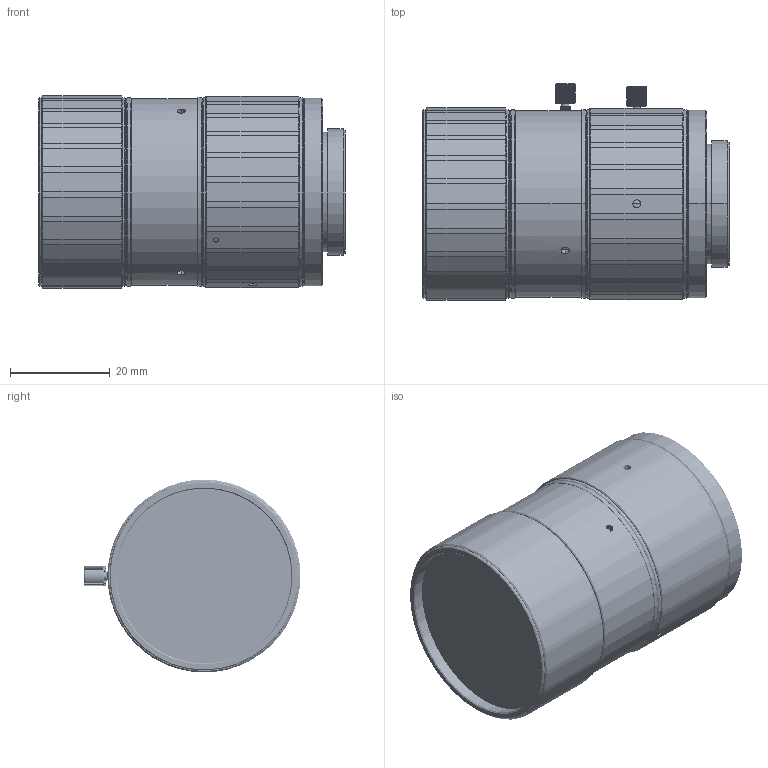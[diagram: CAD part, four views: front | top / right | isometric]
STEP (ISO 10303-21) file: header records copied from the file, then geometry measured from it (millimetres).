
FILE_DESCRIPTION (( 'STEP AP203' ), '1' );
FILE_NAME ('2222222222222222222222.STEP', '2021-11-24T07:45:26', ( '' ), ( '' ), 'SwSTEP 2.0', 'SolidWorks 2017', '' );
FILE_SCHEMA (( 'CONFIG_CONTROL_DESIGN' ));
Products named in the file (1): 2222222222222222222222
Bounding box: 61.27 x 43.4 x 38.6 mm (x, y, z)
Volume: 70012.2 mm3; surface area: 48407 mm2
Topology: 39 solids, 39 shells, 2129 faces, 5457 edges, 3539 vertices
Faces by surface type: cylinder 734, plane 732, cone 491, bspline 172
Entity records: 101589 total; most frequent: CARTESIAN_POINT 51379, ORIENTED_EDGE 10890, DIRECTION 10113, EDGE_CURVE 5445, AXIS2_PLACEMENT_3D 4122, VERTEX_POINT 3539, EDGE_LOOP 2334, CIRCLE 2164
